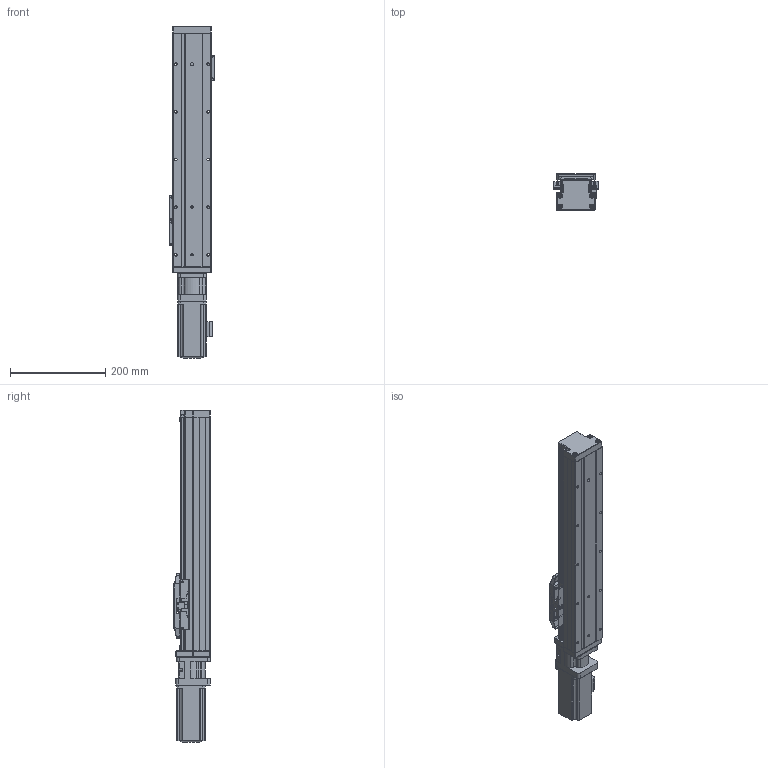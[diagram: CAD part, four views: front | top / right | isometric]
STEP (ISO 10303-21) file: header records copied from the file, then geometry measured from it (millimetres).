
FILE_DESCRIPTION (( 'STEP AP214' ), '1' );
FILE_NAME ('GSC80-300-MS-P3.step', '2019-06-13T03:00:53', ( '' ), ( '' ), 'SwSTEP 2.0', 'SolidWorks 2016', '' );
FILE_SCHEMA (( 'AUTOMOTIVE_DESIGN' ));
Length unit declared in the file: millimetre
Products named in the file (14): GSC80嫖萇羲壽諉揖え; GSC80痄雄釱; GSC80 8嫖萇羲壽假蚾啣; 674; GSC80薊粣ん裔啣; GSC80-300-MS-P3; GSC80-300菁釱; P400W萇儂MHMD; GSC80痄雄釱俋褲; GSC80綴傷裔; GSC80祥凄詩情え揤啣; GSC80-MS; GSC80ヶ傷裔; GSC80萇儂假蚾釱
Assembly tree (19 placements, depth 3):
  GSC80-300-MS-P3
    GSC80-300菁釱
    GSC80綴傷裔
    GSC80ヶ傷裔
    GSC80痄雄釱
    GSC80痄雄釱俋褲
    GSC80 8嫖萇羲壽假蚾啣  x3
    674  x3
    GSC80嫖萇羲壽諉揖え  x2
    GSC80祥凄詩情え揤啣  x2
    GSC80-MS
      GSC80萇儂假蚾釱
      P400W萇儂MHMD
      GSC80薊粣ん裔啣
Bounding box: 92.9 x 78 x 696.5 mm (x, y, z)
Volume: 1868396.6 mm3; surface area: 493147.1 mm2
Topology: 18 solids, 18 shells, 1115 faces, 2907 edges, 1854 vertices
Faces by surface type: plane 625, cylinder 400, cone 82, sphere 4, bspline 4
Entity records: 32908 total; most frequent: CARTESIAN_POINT 5386, DIRECTION 4931, ORIENTED_EDGE 4790, EDGE_CURVE 2395, LINE 1651, VECTOR 1651, AXIS2_PLACEMENT_3D 1640, VERTEX_POINT 1534
